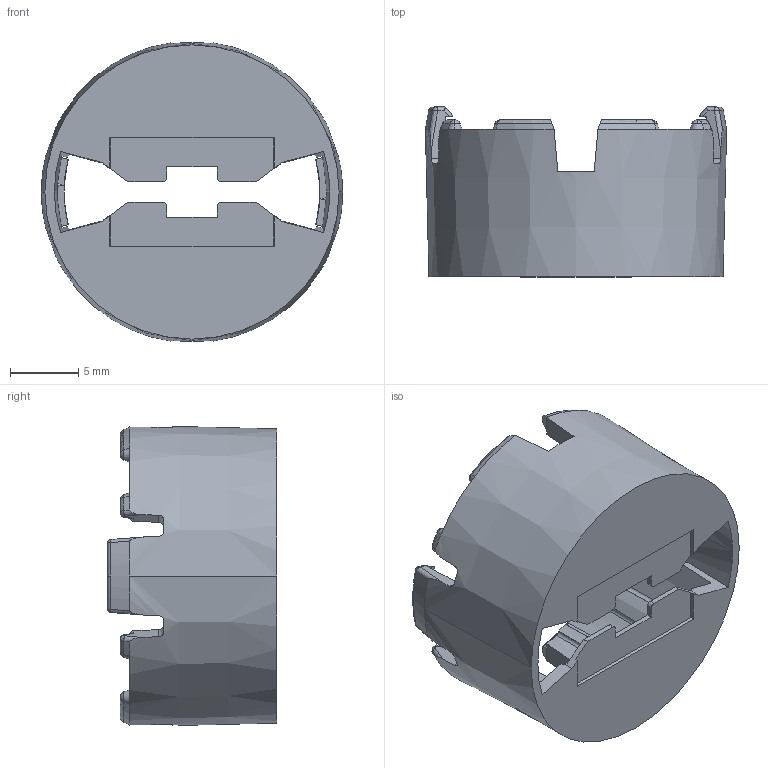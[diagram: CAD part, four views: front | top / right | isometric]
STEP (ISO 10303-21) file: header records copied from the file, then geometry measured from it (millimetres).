
FILE_DESCRIPTION (( 'STEP AP203' ), '1' );
FILE_NAME ('60150 Rev2 Holder Internal.STEP', '2022-01-06T09:32:21', ( '' ), ( '' ), 'SwSTEP 2.0', 'SolidWorks 2019', '' );
FILE_SCHEMA (( 'CONFIG_CONTROL_DESIGN' ));
Length unit declared in the file: millimetre
Products named in the file (1): 60150 Rev2 Holder Internal
Bounding box: 22.01 x 12.4 x 21.84 mm (x, y, z)
Volume: 1126.3 mm3; surface area: 2059.8 mm2
Topology: 1 solids, 1 shells, 398 faces, 1046 edges, 640 vertices
Faces by surface type: plane 123, bspline 107, cone 72, torus 53, cylinder 39, sphere 4
Entity records: 15881 total; most frequent: CARTESIAN_POINT 7173, ORIENTED_EDGE 2056, DIRECTION 1481, EDGE_CURVE 1028, VERTEX_POINT 640, AXIS2_PLACEMENT_3D 595, EDGE_LOOP 408, B_SPLINE_CURVE_WITH_KNOTS 402
